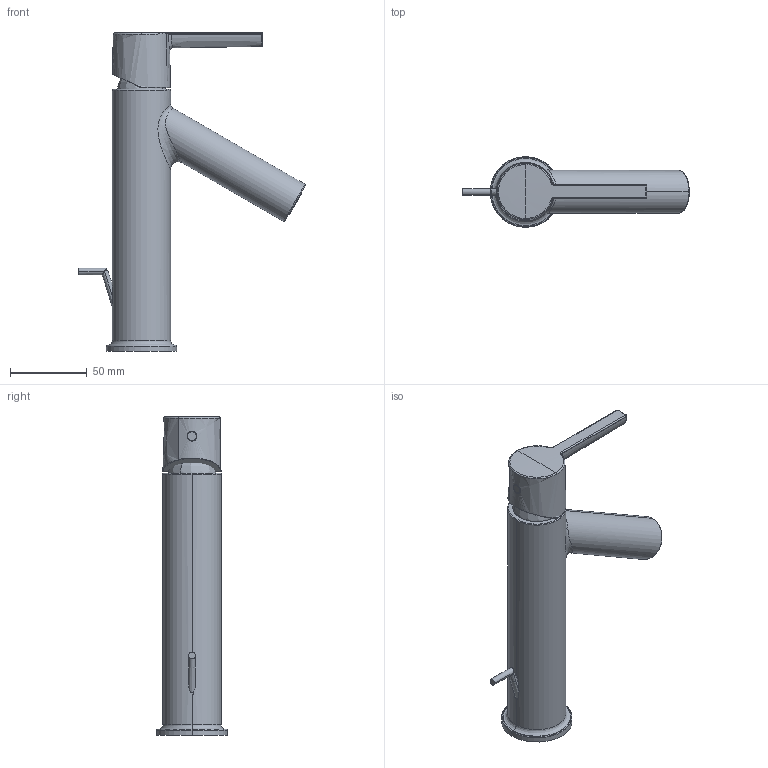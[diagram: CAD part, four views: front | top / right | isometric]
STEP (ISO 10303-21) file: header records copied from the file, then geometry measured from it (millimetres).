
FILE_DESCRIPTION(('CAx-IF Rec.Pracs.---Model Styling and Organization---1.2---2011-12-15','CAx-IF Rec.Pracs.---Geometric and Assembly Validation Properties---4.1---2014-06-16','CAx-IF Rec.Pracs.---PMI Polyline Presentation---2.0---2013-05-24'),'2;1');
FILE_NAME('1000109173_PPR_000.stp','2019-11-28T10:35:41+01:00',(''),(''),'STEP Interface 4.3 by CT CoreTechnologie','3D_Evolution4.3 by CT CoreTechnologie','');
FILE_SCHEMA(('AP203_CONFIGURATION_CONTROLLED_3D_DESIGN_OF_MECHANICAL_PARTS_AND_ASSEMBLIES_MIM_LF'));
Length unit declared in the file: millimetre
Products named in the file (8): P_2 AX Starck WTM 210 Hebelgriff 1000109173_PPR_000_A1; P_2 GK_WTM_M25 Axor Starck Democratic 1000000575_PPA_000_A1; P_2 Rosette WTM Citterio Basic 1000105070_PPA_000_A1; P_2 Zugstange D4,3-R700 WTM AX Starck 1000086249_PPA_000_A0; P_2 Griff AXOR Starck Democratic 1000004438_PPA_000_A0; Griffstopfen WTM Uno Piccolo 1000000801_PPA_000_A0; P_2 Gewindering SR_Axor Starck Democrat. 1000003656_PPA_000_A0; P_2 SR_STD_SC_ 1000085261_PPA_000_A0
Assembly tree (7 placements, depth 2):
  P_2 AX Starck WTM 210 Hebelgriff 1000109173_PPR_000_A1
    P_2 GK_WTM_M25 Axor Starck Democratic 1000000575_PPA_000_A1
    P_2 Rosette WTM Citterio Basic 1000105070_PPA_000_A1
    P_2 Zugstange D4,3-R700 WTM AX Starck 1000086249_PPA_000_A0
    P_2 Griff AXOR Starck Democratic 1000004438_PPA_000_A0
    Griffstopfen WTM Uno Piccolo 1000000801_PPA_000_A0
    P_2 Gewindering SR_Axor Starck Democrat. 1000003656_PPA_000_A0
    P_2 SR_STD_SC_ 1000085261_PPA_000_A0
Bounding box: 147.97 x 46 x 208 mm (x, y, z)
Volume: 301220.1 mm3; surface area: 48900.8 mm2
Topology: 7 solids, 7 shells, 1026 faces, 2727 edges, 1710 vertices
Faces by surface type: plane 462, cylinder 350, bspline 214
Entity records: 54943 total; most frequent: CARTESIAN_POINT 18368, ORIENTED_EDGE 5448, DIRECTION 5249, EDGE_CURVE 2724, AXIS2_PLACEMENT_3D 1849, VERTEX_POINT 1710, VECTOR 1551, LINE 1551
